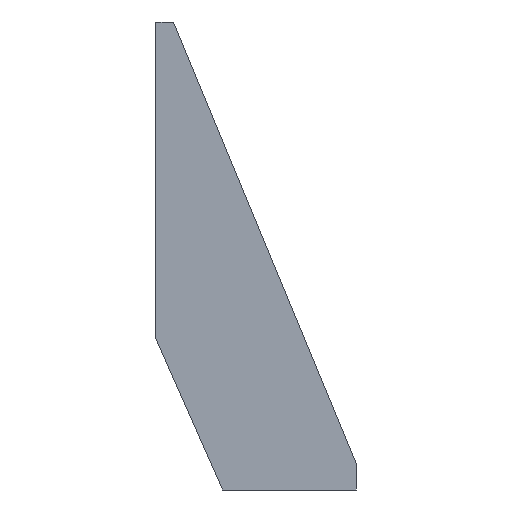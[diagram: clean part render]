
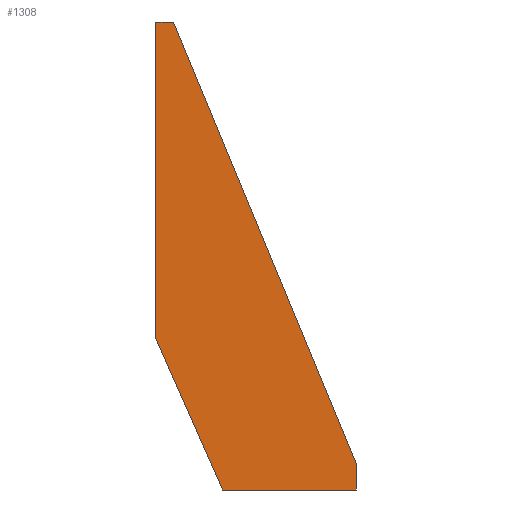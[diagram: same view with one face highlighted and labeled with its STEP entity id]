
A CAD part, left-side view. The second image highlights one B-rep face of the part: STEP entity #1308.
In plain terms, the highlighted face is planar.
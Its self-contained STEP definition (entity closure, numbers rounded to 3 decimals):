
#765=ORIENTED_EDGE('',*,*,#1021,.F.);
#766=ORIENTED_EDGE('',*,*,#1024,.F.);
#767=ORIENTED_EDGE('',*,*,#1029,.F.);
#768=ORIENTED_EDGE('',*,*,#1031,.T.);
#769=ORIENTED_EDGE('',*,*,#1014,.F.);
#770=ORIENTED_EDGE('',*,*,#1032,.F.);
#856=VECTOR('',#1156,1.);
#863=VECTOR('',#1167,1.);
#866=VECTOR('',#1172,1.);
#869=VECTOR('',#1181,1.);
#871=VECTOR('',#1185,1.);
#872=VECTOR('',#1186,1.);
#910=LINE('',#1384,#856);
#917=LINE('',#1398,#863);
#920=LINE('',#1403,#866);
#923=LINE('',#1414,#869);
#925=LINE('',#1417,#871);
#926=LINE('',#1418,#872);
#966=VERTEX_POINT('',#1381);
#967=VERTEX_POINT('',#1383);
#971=VERTEX_POINT('',#1395);
#972=VERTEX_POINT('',#1397);
#973=VERTEX_POINT('',#1401);
#978=VERTEX_POINT('',#1413);
#1014=EDGE_CURVE('',#966,#967,#910,.T.);
#1021=EDGE_CURVE('',#971,#972,#917,.T.);
#1024=EDGE_CURVE('',#973,#971,#920,.T.);
#1029=EDGE_CURVE('',#978,#973,#923,.T.);
#1031=EDGE_CURVE('',#978,#967,#925,.T.);
#1032=EDGE_CURVE('',#972,#966,#926,.T.);
#1066=EDGE_LOOP('',(#765,#766,#767,#768,#769,#770));
#1096=FACE_BOUND('',#1066,.T.);
#1156=DIRECTION('',(8.,0.,0.));
#1167=DIRECTION('',(-30.,68.,0.));
#1172=DIRECTION('',(-60.,0.,0.));
#1181=DIRECTION('',(0.,-12.,0.));
#1183=DIRECTION('',(0.,0.,1.));
#1184=DIRECTION('',(0.,-1.,0.));
#1185=DIRECTION('',(-82.,198.,0.));
#1186=DIRECTION('',(0.,142.,0.));
#1260=AXIS2_PLACEMENT_3D('',#1416,#1183,#1184);
#1290=PLANE('',#1260);
#1308=ADVANCED_FACE('',(#1096),#1290,.T.);
#1381=CARTESIAN_POINT('',(0.,210.,41.));
#1383=CARTESIAN_POINT('',(8.,210.,41.));
#1384=CARTESIAN_POINT('',(0.,210.,41.));
#1395=CARTESIAN_POINT('',(30.,0.,41.));
#1397=CARTESIAN_POINT('',(0.,68.,41.));
#1398=CARTESIAN_POINT('',(30.,0.,41.));
#1401=CARTESIAN_POINT('',(90.,0.,41.));
#1403=CARTESIAN_POINT('',(90.,0.,41.));
#1413=CARTESIAN_POINT('',(90.,12.,41.));
#1414=CARTESIAN_POINT('',(90.,12.,41.));
#1416=CARTESIAN_POINT('',(30.,0.,41.));
#1417=CARTESIAN_POINT('',(90.,12.,41.));
#1418=CARTESIAN_POINT('',(0.,68.,41.));
